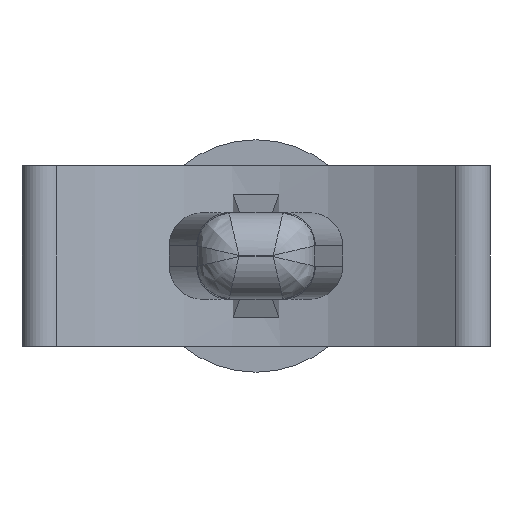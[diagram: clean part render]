
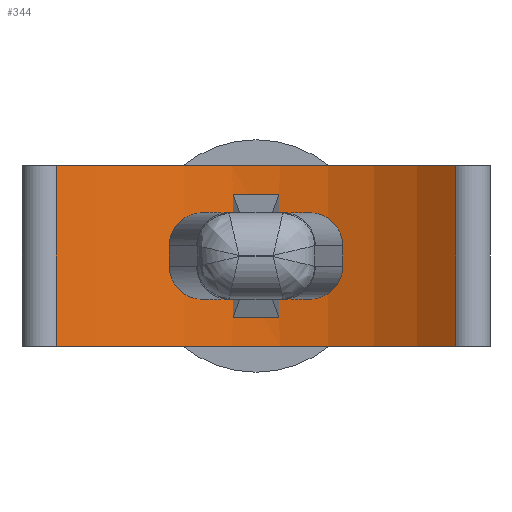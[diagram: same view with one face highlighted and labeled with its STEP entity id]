
A CAD part, front view. The second image highlights one B-rep face of the part: STEP entity #344.
In plain terms, the highlighted cylindrical face has radius 9.14 mm (diameter 18.28 mm), a partial arc.
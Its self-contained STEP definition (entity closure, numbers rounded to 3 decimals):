
#344 = ADVANCED_FACE( '', ( #726, #727 ), #728, .F. );
#726 = FACE_OUTER_BOUND( '', #1695, .T. );
#727 = FACE_BOUND( '', #1696, .T. );
#728 = CYLINDRICAL_SURFACE( '', #1697, 9.14 );
#1695 = EDGE_LOOP( '', ( #2980, #2981, #2982, #2983 ) );
#1696 = EDGE_LOOP( '', ( #2984, #2985, #2986, #2987 ) );
#1697 = AXIS2_PLACEMENT_3D( '', #2988, #2989, #2990 );
#2980 = ORIENTED_EDGE( '', *, *, #3716, .T. );
#2981 = ORIENTED_EDGE( '', *, *, #3539, .F. );
#2982 = ORIENTED_EDGE( '', *, *, #3585, .F. );
#2983 = ORIENTED_EDGE( '', *, *, #3384, .T. );
#2984 = ORIENTED_EDGE( '', *, *, #3622, .T. );
#2985 = ORIENTED_EDGE( '', *, *, #3644, .T. );
#2986 = ORIENTED_EDGE( '', *, *, #3482, .T. );
#2987 = ORIENTED_EDGE( '', *, *, #3717, .T. );
#2988 = CARTESIAN_POINT( '', ( 0., -17.075, 2.75 ) );
#2989 = DIRECTION( '', ( 0., 0., 1. ) );
#2990 = DIRECTION( '', ( -1., 0., 0. ) );
#3384 = EDGE_CURVE( '', #3889, #3887, #3890, .T. );
#3482 = EDGE_CURVE( '', #4054, #4055, #4056, .T. );
#3539 = EDGE_CURVE( '', #4140, #4135, #4142, .T. );
#3585 = EDGE_CURVE( '', #3889, #4140, #4206, .T. );
#3622 = EDGE_CURVE( '', #4256, #4257, #4258, .T. );
#3644 = EDGE_CURVE( '', #4257, #4054, #4288, .T. );
#3716 = EDGE_CURVE( '', #3887, #4135, #4377, .T. );
#3717 = EDGE_CURVE( '', #4055, #4256, #4378, .F. );
#3887 = VERTEX_POINT( '', #4587 );
#3889 = VERTEX_POINT( '', #4589 );
#3890 = LINE( '', #4590, #4591 );
#4054 = VERTEX_POINT( '', #4808 );
#4055 = VERTEX_POINT( '', #4809 );
#4056 = CIRCLE( '', #4810, 9.14 );
#4135 = VERTEX_POINT( '', #4919 );
#4140 = VERTEX_POINT( '', #4925 );
#4142 = LINE( '', #4927, #4928 );
#4206 = CIRCLE( '', #5017, 9.14 );
#4256 = VERTEX_POINT( '', #5082 );
#4257 = VERTEX_POINT( '', #5083 );
#4258 = CIRCLE( '', #5084, 9.14 );
#4288 = LINE( '', #5126, #5127 );
#4377 = CIRCLE( '', #5250, 9.14 );
#4378 = LINE( '', #5251, #5252 );
#4587 = CARTESIAN_POINT( '', ( -6.107, -10.275, -2.75 ) );
#4589 = CARTESIAN_POINT( '', ( -6.107, -10.275, 2.75 ) );
#4590 = CARTESIAN_POINT( '', ( -6.107, -10.275, 2.75 ) );
#4591 = VECTOR( '', #5415, 1000. );
#4808 = CARTESIAN_POINT( '', ( 0.7, -7.962, -1.875 ) );
#4809 = CARTESIAN_POINT( '', ( -0.7, -7.962, -1.875 ) );
#4810 = AXIS2_PLACEMENT_3D( '', #5538, #5539, #5540 );
#4919 = CARTESIAN_POINT( '', ( 6.107, -10.275, -2.75 ) );
#4925 = CARTESIAN_POINT( '', ( 6.107, -10.275, 2.75 ) );
#4927 = CARTESIAN_POINT( '', ( 6.107, -10.275, 2.75 ) );
#4928 = VECTOR( '', #5614, 1000. );
#5017 = AXIS2_PLACEMENT_3D( '', #5667, #5668, #5669 );
#5082 = CARTESIAN_POINT( '', ( -0.7, -7.962, 1.875 ) );
#5083 = CARTESIAN_POINT( '', ( 0.7, -7.962, 1.875 ) );
#5084 = AXIS2_PLACEMENT_3D( '', #5721, #5722, #5723 );
#5126 = CARTESIAN_POINT( '', ( 0.7, -7.962, 2.75 ) );
#5127 = VECTOR( '', #5745, 1000. );
#5250 = AXIS2_PLACEMENT_3D( '', #5822, #5823, #5824 );
#5251 = CARTESIAN_POINT( '', ( -0.7, -7.962, 2.75 ) );
#5252 = VECTOR( '', #5825, 1000. );
#5415 = DIRECTION( '', ( 0., 0., -1. ) );
#5538 = CARTESIAN_POINT( '', ( 0., -17.075, -1.875 ) );
#5539 = DIRECTION( '', ( 0., 0., 1. ) );
#5540 = DIRECTION( '', ( 1., 0., 0. ) );
#5614 = DIRECTION( '', ( 0., 0., -1. ) );
#5667 = CARTESIAN_POINT( '', ( 0., -17.075, 2.75 ) );
#5668 = DIRECTION( '', ( 0., 0., -1. ) );
#5669 = DIRECTION( '', ( 1., 0., 0. ) );
#5721 = CARTESIAN_POINT( '', ( 0., -17.075, 1.875 ) );
#5722 = DIRECTION( '', ( 0., 0., -1. ) );
#5723 = DIRECTION( '', ( -1., 0., 0. ) );
#5745 = DIRECTION( '', ( 0., 0., -1. ) );
#5822 = CARTESIAN_POINT( '', ( 0., -17.075, -2.75 ) );
#5823 = DIRECTION( '', ( 0., 0., -1. ) );
#5824 = DIRECTION( '', ( 1., 0., 0. ) );
#5825 = DIRECTION( '', ( 0., 0., -1. ) );
